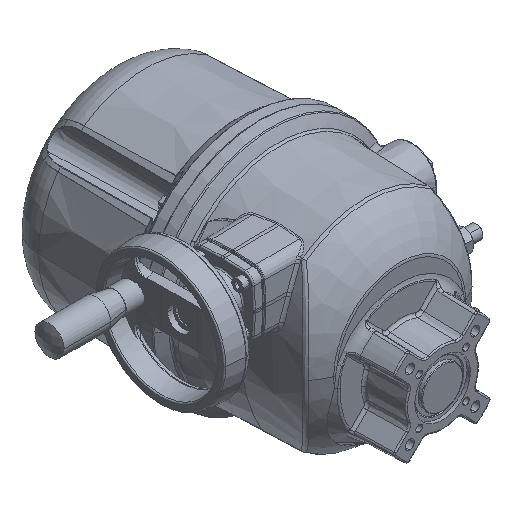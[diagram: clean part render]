
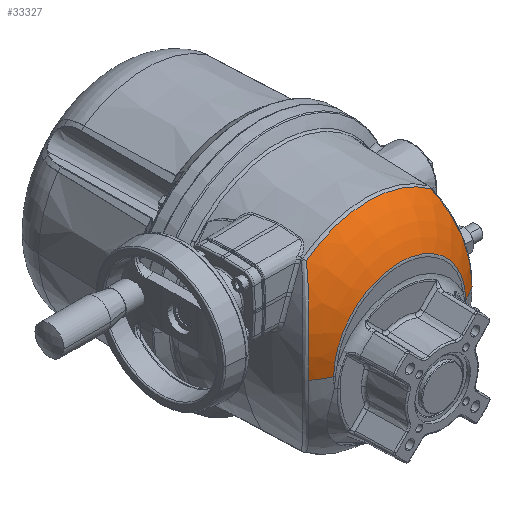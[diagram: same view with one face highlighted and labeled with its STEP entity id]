
A CAD part, isometric view. The second image highlights one B-rep face of the part: STEP entity #33327.
In plain terms, the highlighted toroidal (fillet/blend) face has major radius 17.642 mm and minor radius 75 mm.
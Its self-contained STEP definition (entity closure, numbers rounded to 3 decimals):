
#117 = CIRCLE ( 'NONE', #34450, 75. ) ;
#722 = CARTESIAN_POINT ( 'NONE',  ( -54.654, 9.376, 59.744 ) ) ;
#1018 = CARTESIAN_POINT ( 'NONE',  ( 53.822, 10.294, 62.201 ) ) ;
#1364 = CARTESIAN_POINT ( 'NONE',  ( 50.515, 14.184, 70.736 ) ) ;
#1710 = CARTESIAN_POINT ( 'NONE',  ( 58.842, 5.031, 43.932 ) ) ;
#4484 = CARTESIAN_POINT ( 'NONE',  ( -60.266, 3.651, 35.667 ) ) ;
#4776 = CARTESIAN_POINT ( 'NONE',  ( 51.014, 13.575, 69.542 ) ) ;
#4820 = CARTESIAN_POINT ( 'NONE',  ( -56.231, 7.684, 54.608 ) ) ;
#5434 = CARTESIAN_POINT ( 'NONE',  ( 51.984, 12.415, 67.124 ) ) ;
#5599 = EDGE_CURVE ( 'NONE', #13356, #8715, #25231, .T. ) ;
#6038 = DIRECTION ( 'NONE',  ( 0., -1., 0. ) ) ;
#6153 = CARTESIAN_POINT ( 'NONE',  ( 49.828, -4.613, 16. ) ) ;
#6238 = DIRECTION ( 'NONE',  ( 0., 0., 1. ) ) ;
#7528 = DIRECTION ( 'NONE',  ( 0., 1., 0. ) ) ;
#8264 = EDGE_CURVE ( 'NONE', #25932, #13356, #49378, .T. ) ;
#8615 = CARTESIAN_POINT ( 'NONE',  ( 46.857, 18.975, 78.691 ) ) ;
#8650 = CARTESIAN_POINT ( 'NONE',  ( -61.538, 2.456, 21.614 ) ) ;
#8715 = VERTEX_POINT ( 'NONE', #25311 ) ;
#8983 = CARTESIAN_POINT ( 'NONE',  ( -52.43, 11.893, 65.969 ) ) ;
#10336 = VERTEX_POINT ( 'NONE', #26200 ) ;
#10369 = VERTEX_POINT ( 'NONE', #32775 ) ;
#12214 = CARTESIAN_POINT ( 'NONE',  ( -47.932, 17.477, 76.524 ) ) ;
#12847 = CARTESIAN_POINT ( 'NONE',  ( 54.674, 9.355, 59.684 ) ) ;
#13012 = CARTESIAN_POINT ( 'NONE',  ( 60.249, 3.668, 35.631 ) ) ;
#13356 = VERTEX_POINT ( 'NONE', #23118 ) ;
#13784 = CARTESIAN_POINT ( 'NONE',  ( 0., 18.975, 16. ) ) ;
#15122 = DIRECTION ( 'NONE',  ( -1., 0., 0. ) ) ;
#16104 = CARTESIAN_POINT ( 'NONE',  ( -51.957, 12.446, 67.193 ) ) ;
#16296 = ORIENTED_EDGE ( 'NONE', *, *, #18168, .T. ) ;
#16392 = CARTESIAN_POINT ( 'NONE',  ( 56.246, 7.669, 54.557 ) ) ;
#16426 = CARTESIAN_POINT ( 'NONE',  ( -61.178, 2.791, 27.244 ) ) ;
#16750 = CARTESIAN_POINT ( 'NONE',  ( -57.931, 5.941, 47.996 ) ) ;
#17050 = CARTESIAN_POINT ( 'NONE',  ( 46.857, 18.975, 78.691 ) ) ;
#18168 = EDGE_CURVE ( 'NONE', #10336, #48529, #36326, .T. ) ;
#18251 = FACE_OUTER_BOUND ( 'NONE', #20252, .T. ) ;
#20237 = CARTESIAN_POINT ( 'NONE',  ( -58.239, 5.632, 46.652 ) ) ;
#20252 = EDGE_LOOP ( 'NONE', ( #16296, #44789, #42386, #36503, #24156, #27263 ) ) ;
#20361 = CARTESIAN_POINT ( 'NONE',  ( 59.826, 4.074, 38.422 ) ) ;
#20713 = CARTESIAN_POINT ( 'NONE',  ( -58.819, 5.056, 43.941 ) ) ;
#22014 = DIRECTION ( 'NONE',  ( 0., 0., -1. ) ) ;
#22409 = CARTESIAN_POINT ( 'NONE',  ( 0., 63.13, 16. ) ) ;
#22595 = CARTESIAN_POINT ( 'NONE',  ( 0., -4.613, 16. ) ) ;
#23118 = CARTESIAN_POINT ( 'NONE',  ( -46.857, 18.975, 78.691 ) ) ;
#24156 = ORIENTED_EDGE ( 'NONE', *, *, #5599, .T. ) ;
#24211 = CARTESIAN_POINT ( 'NONE',  ( 56.966, 6.922, 51.947 ) ) ;
#24398 = CARTESIAN_POINT ( 'NONE',  ( -60.774, 3.17, 31.469 ) ) ;
#25231 = B_SPLINE_CURVE_WITH_KNOTS ( 'NONE', 3,
 ( #43827, #12214, #43338, #43505, #40077, #16104, #8983, #47732, #722, #4820, #39744, #16750, #20237, #20713, #47907, #39430, #4484, #24398, #31607, #16426, #43672, #8650, #47239, #31766 ),
 .UNSPECIFIED., .F., .F.,
 ( 4, 2, 2, 2, 2, 2, 2, 2, 2, 2, 2, 4 ),
 ( 0., 0.009, 0.013, 0.017, 0.026, 0.034, 0.038, 0.043, 0.051, 0.055, 0.06, 0.068 ),
 .UNSPECIFIED. ) ;
#25311 = CARTESIAN_POINT ( 'NONE',  ( -61.622, 2.378, 16. ) ) ;
#25697 = AXIS2_PLACEMENT_3D ( 'NONE', #13784, #6038, #44881 ) ;
#25795 = DIRECTION ( 'NONE',  ( 0., 1., 0. ) ) ;
#25932 = VERTEX_POINT ( 'NONE', #17050 ) ;
#26096 = TOROIDAL_SURFACE ( 'NONE', #41271, 17.642, 75. ) ;
#26128 = DIRECTION ( 'NONE',  ( -1., 0., 0. ) ) ;
#26200 = CARTESIAN_POINT ( 'NONE',  ( -49.828, -4.613, 16. ) ) ;
#27263 = ORIENTED_EDGE ( 'NONE', *, *, #40520, .F. ) ;
#28634 = CARTESIAN_POINT ( 'NONE',  ( 58.264, 5.603, 46.634 ) ) ;
#31556 = AXIS2_PLACEMENT_3D ( 'NONE', #37972, #22014, #37480 ) ;
#31607 = CARTESIAN_POINT ( 'NONE',  ( -60.923, 3.03, 30.063 ) ) ;
#31766 = CARTESIAN_POINT ( 'NONE',  ( -61.622, 2.378, 16. ) ) ;
#32053 = CARTESIAN_POINT ( 'NONE',  ( 61.622, 2.378, 21.631 ) ) ;
#32211 = CARTESIAN_POINT ( 'NONE',  ( 60.439, 3.487, 34.234 ) ) ;
#32699 = DIRECTION ( 'NONE',  ( 1., 0., 0. ) ) ;
#32775 = CARTESIAN_POINT ( 'NONE',  ( 61.622, 2.378, 16. ) ) ;
#32821 = B_SPLINE_CURVE_WITH_KNOTS ( 'NONE', 3,
 ( #39712, #32053, #48201, #32211, #13012, #20361, #47692, #1710, #28634, #24211, #16392, #12847, #1018, #43955, #5434, #4776, #1364, #36286, #35948, #8615 ),
 .UNSPECIFIED., .F., .F.,
 ( 4, 2, 2, 2, 2, 2, 2, 2, 2, 4 ),
 ( 0.068, 0.085, 0.089, 0.094, 0.102, 0.111, 0.119, 0.124, 0.128, 0.136 ),
 .UNSPECIFIED. ) ;
#33125 = EDGE_CURVE ( 'NONE', #48529, #10369, #117, .T. ) ;
#33327 = ADVANCED_FACE ( 'NONE', ( #18251 ), #26096, .T. ) ;
#34450 = AXIS2_PLACEMENT_3D ( 'NONE', #36600, #6238, #32699 ) ;
#35948 = CARTESIAN_POINT ( 'NONE',  ( 47.937, 17.47, 76.514 ) ) ;
#36286 = CARTESIAN_POINT ( 'NONE',  ( 48.992, 16.09, 74.252 ) ) ;
#36326 = CIRCLE ( 'NONE', #49358, 49.828 ) ;
#36503 = ORIENTED_EDGE ( 'NONE', *, *, #8264, .T. ) ;
#36600 = CARTESIAN_POINT ( 'NONE',  ( 17.642, 63.13, 16. ) ) ;
#37480 = DIRECTION ( 'NONE',  ( -1., 0., 0. ) ) ;
#37972 = CARTESIAN_POINT ( 'NONE',  ( -17.642, 63.13, 16. ) ) ;
#39430 = CARTESIAN_POINT ( 'NONE',  ( -59.844, 4.054, 38.443 ) ) ;
#39712 = CARTESIAN_POINT ( 'NONE',  ( 61.622, 2.378, 16. ) ) ;
#39744 = CARTESIAN_POINT ( 'NONE',  ( -56.954, 6.934, 51.992 ) ) ;
#40077 = CARTESIAN_POINT ( 'NONE',  ( -50.99, 13.604, 69.599 ) ) ;
#40520 = EDGE_CURVE ( 'NONE', #10336, #8715, #49345, .T. ) ;
#41271 = AXIS2_PLACEMENT_3D ( 'NONE', #22409, #25795, #26128 ) ;
#42386 = ORIENTED_EDGE ( 'NONE', *, *, #49849, .T. ) ;
#43338 = CARTESIAN_POINT ( 'NONE',  ( -48.981, 16.104, 74.275 ) ) ;
#43505 = CARTESIAN_POINT ( 'NONE',  ( -50.495, 14.208, 70.783 ) ) ;
#43672 = CARTESIAN_POINT ( 'NONE',  ( -61.284, 2.692, 25.835 ) ) ;
#43827 = CARTESIAN_POINT ( 'NONE',  ( -46.857, 18.975, 78.691 ) ) ;
#43955 = CARTESIAN_POINT ( 'NONE',  ( 52.455, 11.864, 65.903 ) ) ;
#44789 = ORIENTED_EDGE ( 'NONE', *, *, #33125, .T. ) ;
#44881 = DIRECTION ( 'NONE',  ( -1., 0., 0. ) ) ;
#47239 = CARTESIAN_POINT ( 'NONE',  ( -61.622, 2.378, 18.805 ) ) ;
#47692 = CARTESIAN_POINT ( 'NONE',  ( 59.594, 4.298, 39.809 ) ) ;
#47732 = CARTESIAN_POINT ( 'NONE',  ( -53.8, 10.318, 62.264 ) ) ;
#47907 = CARTESIAN_POINT ( 'NONE',  ( -59.09, 4.789, 42.571 ) ) ;
#48201 = CARTESIAN_POINT ( 'NONE',  ( 61.285, 2.687, 27.243 ) ) ;
#48529 = VERTEX_POINT ( 'NONE', #6153 ) ;
#49345 = CIRCLE ( 'NONE', #31556, 75. ) ;
#49358 = AXIS2_PLACEMENT_3D ( 'NONE', #22595, #7528, #15122 ) ;
#49378 = CIRCLE ( 'NONE', #25697, 78.267 ) ;
#49849 = EDGE_CURVE ( 'NONE', #10369, #25932, #32821, .T. ) ;
